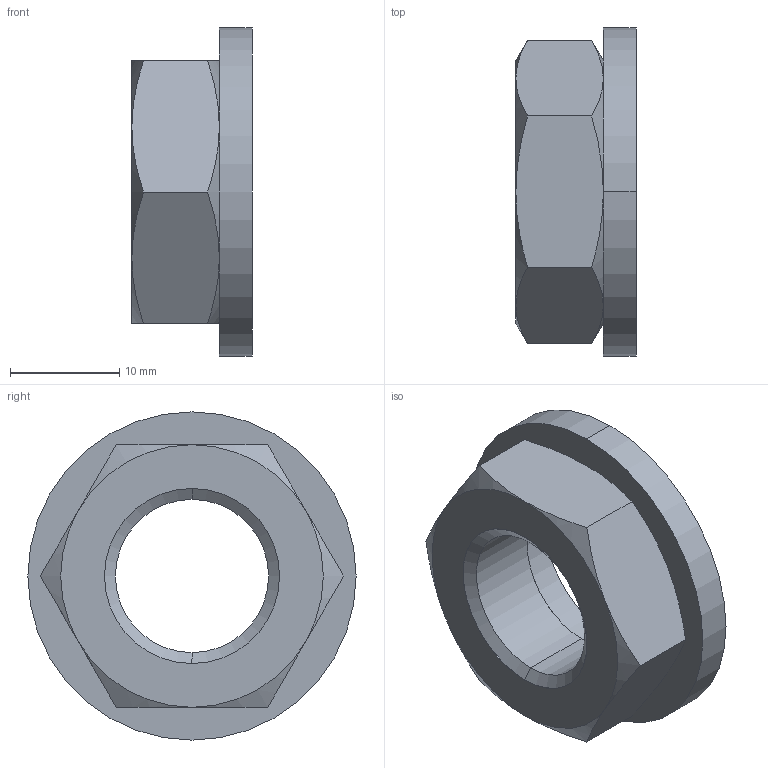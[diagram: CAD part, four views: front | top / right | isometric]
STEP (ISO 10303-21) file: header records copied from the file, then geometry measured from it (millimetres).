
FILE_DESCRIPTION (( 'STEP AP214' ), '1' );
FILE_NAME ('098f16m.STEP', '2014-09-30T15:28:00', ( 'Not-Admin' ), ( 'Hewlett-Packard Company' ), 'SwSTEP 2.0', 'SolidWorks 2014', '' );
FILE_SCHEMA (( 'AUTOMOTIVE_DESIGN' ));
Length unit declared in the file: millimetre
Products named in the file (1): 098f16m
Bounding box: 11 x 30 x 30 mm (x, y, z)
Volume: 4135.3 mm3; surface area: 3022.1 mm2
Topology: 2 solids, 2 shells, 34 faces, 72 edges, 42 vertices
Faces by surface type: cone 16, plane 10, cylinder 8
Entity records: 1399 total; most frequent: CARTESIAN_POINT 269, DIRECTION 148, ORIENTED_EDGE 144, EDGE_CURVE 72, AXIS2_PLACEMENT_3D 65, VERTEX_POINT 42, UNCERTAINTY_MEASURE_WITH_UNIT 38, EDGE_LOOP 38
